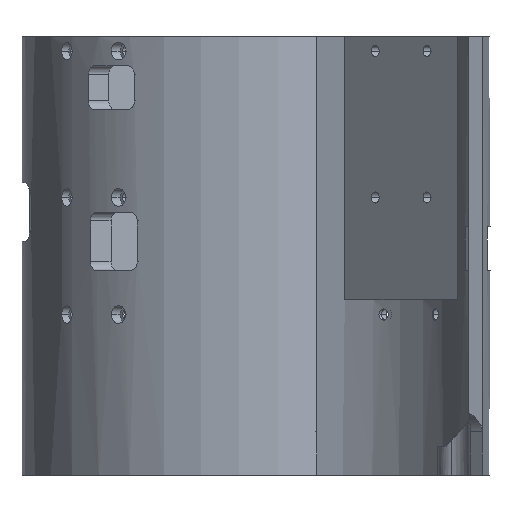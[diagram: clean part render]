
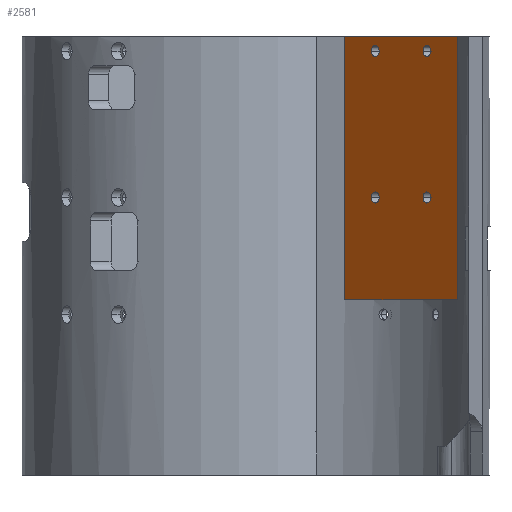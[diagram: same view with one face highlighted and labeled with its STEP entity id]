
A CAD part, front view. The second image highlights one B-rep face of the part: STEP entity #2581.
In plain terms, the highlighted planar face has unit normal (-0.707, -0.707, 0).
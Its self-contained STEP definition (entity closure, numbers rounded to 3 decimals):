
#213 = DIRECTION ( 'NONE',  ( -0.707, -0.707, 0. ) ) ;
#214 = VERTEX_POINT ( 'NONE', #6471 ) ;
#239 = VECTOR ( 'NONE', #4256, 1000. ) ;
#327 = CIRCLE ( 'NONE', #1371, 1.9 ) ;
#371 = AXIS2_PLACEMENT_3D ( 'NONE', #2094, #2130, #5324 ) ;
#605 = VERTEX_POINT ( 'NONE', #5155 ) ;
#777 = VERTEX_POINT ( 'NONE', #4366 ) ;
#788 = EDGE_CURVE ( 'NONE', #3825, #7633, #5302, .T. ) ;
#824 = CARTESIAN_POINT ( 'NONE',  ( 58.407, 40.729, 95. ) ) ;
#840 = AXIS2_PLACEMENT_3D ( 'NONE', #6242, #3059, #1912 ) ;
#983 = CARTESIAN_POINT ( 'NONE',  ( 49.568, 49.568, 60. ) ) ;
#1030 = EDGE_CURVE ( 'NONE', #7417, #777, #7223, .T. ) ;
#1068 = ORIENTED_EDGE ( 'NONE', *, *, #3982, .F. ) ;
#1371 = AXIS2_PLACEMENT_3D ( 'NONE', #3840, #2612, #1999 ) ;
#1408 = ORIENTED_EDGE ( 'NONE', *, *, #6614, .F. ) ;
#1498 = VERTEX_POINT ( 'NONE', #3116 ) ;
#1677 = CIRCLE ( 'NONE', #6247, 1.9 ) ;
#1751 = FACE_BOUND ( 'NONE', #3911, .T. ) ;
#1775 = ORIENTED_EDGE ( 'NONE', *, *, #2971, .F. ) ;
#1861 = VERTEX_POINT ( 'NONE', #3465 ) ;
#1912 = DIRECTION ( 'NONE',  ( 0.707, -0.707, 0. ) ) ;
#1999 = DIRECTION ( 'NONE',  ( 0.707, -0.707, 0. ) ) ;
#2094 = CARTESIAN_POINT ( 'NONE',  ( 58.407, 40.729, 145. ) ) ;
#2105 = DIRECTION ( 'NONE',  ( 0.707, -0.707, 0. ) ) ;
#2130 = DIRECTION ( 'NONE',  ( -0.707, -0.707, 0. ) ) ;
#2267 = CARTESIAN_POINT ( 'NONE',  ( 49.568, 49.568, 150. ) ) ;
#2366 = DIRECTION ( 'NONE',  ( 0.707, -0.707, 0. ) ) ;
#2370 = CARTESIAN_POINT ( 'NONE',  ( 59.751, 39.386, 145. ) ) ;
#2509 = VERTEX_POINT ( 'NONE', #3444 ) ;
#2537 = CIRCLE ( 'NONE', #5803, 1.9 ) ;
#2581 = ADVANCED_FACE ( 'NONE', ( #3764, #6909, #4992, #1751, #3681 ), #4952, .T. ) ;
#2612 = DIRECTION ( 'NONE',  ( -0.707, -0.707, 0. ) ) ;
#2971 = EDGE_CURVE ( 'NONE', #214, #1498, #5174, .T. ) ;
#3059 = DIRECTION ( 'NONE',  ( -0.707, -0.707, 0. ) ) ;
#3082 = EDGE_LOOP ( 'NONE', ( #1408, #4008 ) ) ;
#3088 = ORIENTED_EDGE ( 'NONE', *, *, #6747, .F. ) ;
#3105 = VERTEX_POINT ( 'NONE', #6057 ) ;
#3116 = CARTESIAN_POINT ( 'NONE',  ( 42.073, 57.064, 95. ) ) ;
#3303 = ORIENTED_EDGE ( 'NONE', *, *, #5210, .T. ) ;
#3345 = AXIS2_PLACEMENT_3D ( 'NONE', #6981, #213, #3957 ) ;
#3413 = EDGE_LOOP ( 'NONE', ( #5627, #1775 ) ) ;
#3444 = CARTESIAN_POINT ( 'NONE',  ( 59.751, 39.386, 95. ) ) ;
#3465 = CARTESIAN_POINT ( 'NONE',  ( 57.064, 42.073, 95. ) ) ;
#3543 = EDGE_CURVE ( 'NONE', #1498, #214, #327, .T. ) ;
#3620 = ORIENTED_EDGE ( 'NONE', *, *, #6026, .F. ) ;
#3681 = FACE_OUTER_BOUND ( 'NONE', #7950, .T. ) ;
#3717 = CARTESIAN_POINT ( 'NONE',  ( 57.064, 42.073, 145. ) ) ;
#3764 = FACE_BOUND ( 'NONE', #3082, .T. ) ;
#3780 = CIRCLE ( 'NONE', #371, 1.9 ) ;
#3825 = VERTEX_POINT ( 'NONE', #3717 ) ;
#3834 = EDGE_CURVE ( 'NONE', #7430, #4294, #7386, .T. ) ;
#3840 = CARTESIAN_POINT ( 'NONE',  ( 40.729, 58.407, 95. ) ) ;
#3879 = DIRECTION ( 'NONE',  ( 0.707, -0.707, 0. ) ) ;
#3911 = EDGE_LOOP ( 'NONE', ( #5797, #6361 ) ) ;
#3914 = ORIENTED_EDGE ( 'NONE', *, *, #1030, .F. ) ;
#3923 = AXIS2_PLACEMENT_3D ( 'NONE', #7480, #7438, #2366 ) ;
#3957 = DIRECTION ( 'NONE',  ( 0.707, -0.707, 0. ) ) ;
#3982 = EDGE_CURVE ( 'NONE', #1861, #2509, #5823, .T. ) ;
#4008 = ORIENTED_EDGE ( 'NONE', *, *, #788, .F. ) ;
#4256 = DIRECTION ( 'NONE',  ( 0., 0., 1. ) ) ;
#4294 = VERTEX_POINT ( 'NONE', #6894 ) ;
#4366 = CARTESIAN_POINT ( 'NONE',  ( 68.817, 30.319, 150. ) ) ;
#4441 = EDGE_CURVE ( 'NONE', #3105, #777, #5059, .T. ) ;
#4569 = DIRECTION ( 'NONE',  ( 0.707, -0.707, 0. ) ) ;
#4578 = DIRECTION ( 'NONE',  ( -0.707, -0.707, 0. ) ) ;
#4730 = DIRECTION ( 'NONE',  ( 0.707, -0.707, 0. ) ) ;
#4789 = CARTESIAN_POINT ( 'NONE',  ( 30.319, 68.817, 60. ) ) ;
#4952 = PLANE ( 'NONE',  #3923 ) ;
#4992 = FACE_BOUND ( 'NONE', #5915, .T. ) ;
#5044 = CARTESIAN_POINT ( 'NONE',  ( 30.319, 68.817, 150. ) ) ;
#5059 = LINE ( 'NONE', #7819, #7006 ) ;
#5155 = CARTESIAN_POINT ( 'NONE',  ( 30.319, 68.817, 60. ) ) ;
#5174 = CIRCLE ( 'NONE', #5685, 1.9 ) ;
#5175 = AXIS2_PLACEMENT_3D ( 'NONE', #5587, #8044, #6857 ) ;
#5210 = EDGE_CURVE ( 'NONE', #605, #3105, #5990, .T. ) ;
#5302 = CIRCLE ( 'NONE', #5175, 1.9 ) ;
#5324 = DIRECTION ( 'NONE',  ( 0.707, -0.707, 0. ) ) ;
#5335 = DIRECTION ( 'NONE',  ( -0.707, -0.707, 0. ) ) ;
#5587 = CARTESIAN_POINT ( 'NONE',  ( 58.407, 40.729, 145. ) ) ;
#5627 = ORIENTED_EDGE ( 'NONE', *, *, #3543, .F. ) ;
#5685 = AXIS2_PLACEMENT_3D ( 'NONE', #5940, #5335, #2105 ) ;
#5797 = ORIENTED_EDGE ( 'NONE', *, *, #7927, .F. ) ;
#5803 = AXIS2_PLACEMENT_3D ( 'NONE', #5842, #4578, #3879 ) ;
#5823 = CIRCLE ( 'NONE', #3345, 1.9 ) ;
#5842 = CARTESIAN_POINT ( 'NONE',  ( 40.729, 58.407, 145. ) ) ;
#5881 = VECTOR ( 'NONE', #4730, 1000. ) ;
#5915 = EDGE_LOOP ( 'NONE', ( #3620, #1068 ) ) ;
#5940 = CARTESIAN_POINT ( 'NONE',  ( 40.729, 58.407, 95. ) ) ;
#5990 = LINE ( 'NONE', #983, #7671 ) ;
#6026 = EDGE_CURVE ( 'NONE', #2509, #1861, #1677, .T. ) ;
#6057 = CARTESIAN_POINT ( 'NONE',  ( 68.817, 30.319, 60. ) ) ;
#6242 = CARTESIAN_POINT ( 'NONE',  ( 40.729, 58.407, 145. ) ) ;
#6247 = AXIS2_PLACEMENT_3D ( 'NONE', #824, #6365, #4569 ) ;
#6361 = ORIENTED_EDGE ( 'NONE', *, *, #3834, .F. ) ;
#6365 = DIRECTION ( 'NONE',  ( -0.707, -0.707, 0. ) ) ;
#6471 = CARTESIAN_POINT ( 'NONE',  ( 39.386, 59.751, 95. ) ) ;
#6568 = DIRECTION ( 'NONE',  ( 0.707, -0.707, 0. ) ) ;
#6614 = EDGE_CURVE ( 'NONE', #7633, #3825, #3780, .T. ) ;
#6747 = EDGE_CURVE ( 'NONE', #605, #7417, #8099, .T. ) ;
#6762 = ORIENTED_EDGE ( 'NONE', *, *, #4441, .T. ) ;
#6857 = DIRECTION ( 'NONE',  ( 0.707, -0.707, 0. ) ) ;
#6894 = CARTESIAN_POINT ( 'NONE',  ( 42.073, 57.064, 145. ) ) ;
#6909 = FACE_BOUND ( 'NONE', #3413, .T. ) ;
#6981 = CARTESIAN_POINT ( 'NONE',  ( 58.407, 40.729, 95. ) ) ;
#7006 = VECTOR ( 'NONE', #7544, 1000. ) ;
#7223 = LINE ( 'NONE', #2267, #5881 ) ;
#7386 = CIRCLE ( 'NONE', #840, 1.9 ) ;
#7417 = VERTEX_POINT ( 'NONE', #5044 ) ;
#7430 = VERTEX_POINT ( 'NONE', #7651 ) ;
#7438 = DIRECTION ( 'NONE',  ( -0.707, -0.707, 0. ) ) ;
#7480 = CARTESIAN_POINT ( 'NONE',  ( 49.568, 49.568, 60. ) ) ;
#7544 = DIRECTION ( 'NONE',  ( 0., 0., 1. ) ) ;
#7633 = VERTEX_POINT ( 'NONE', #2370 ) ;
#7651 = CARTESIAN_POINT ( 'NONE',  ( 39.386, 59.751, 145. ) ) ;
#7671 = VECTOR ( 'NONE', #6568, 1000. ) ;
#7819 = CARTESIAN_POINT ( 'NONE',  ( 68.817, 30.319, 60. ) ) ;
#7927 = EDGE_CURVE ( 'NONE', #4294, #7430, #2537, .T. ) ;
#7950 = EDGE_LOOP ( 'NONE', ( #3914, #3088, #3303, #6762 ) ) ;
#8044 = DIRECTION ( 'NONE',  ( -0.707, -0.707, 0. ) ) ;
#8099 = LINE ( 'NONE', #4789, #239 ) ;
